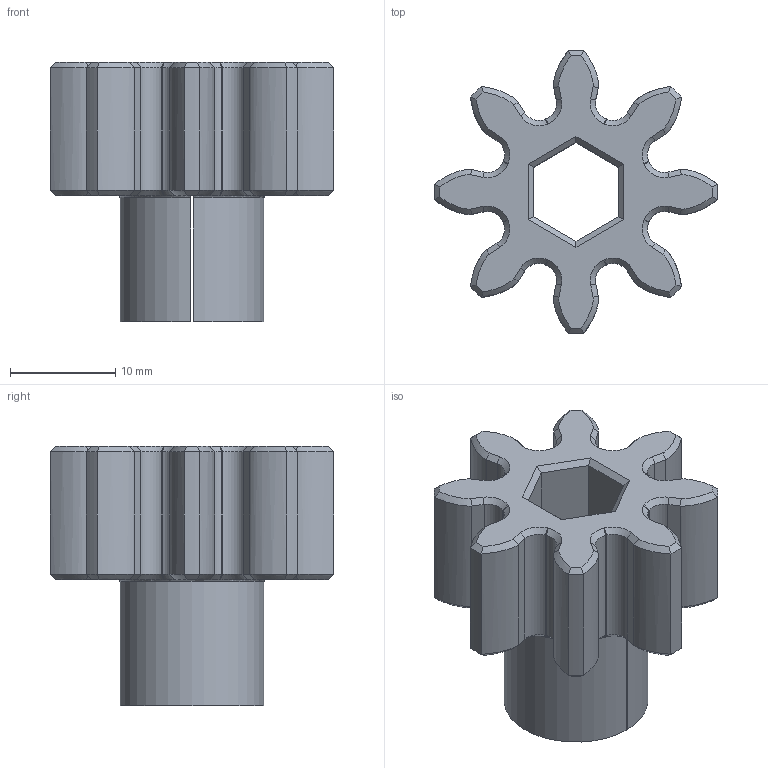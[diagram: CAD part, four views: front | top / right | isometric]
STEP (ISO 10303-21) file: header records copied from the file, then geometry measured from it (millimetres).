
FILE_DESCRIPTION(/* description */ (''),/* implementation_level */ '2;1');
FILE_NAME(/* name */ 'gear small.step',/* time_stamp */ '2025-05-31T10:47:43+12:00',/* author */ (''),/* organization */ (''),/* preprocessor_version */ 'ST-DEVELOPER v20.1',/* originating_system */ 'Autodesk Translation Framework v14.4.0.0',/* authorisation */ '');
FILE_SCHEMA (('AUTOMOTIVE_DESIGN { 1 0 10303 214 3 1 1 }'));
Length unit declared in the file: millimetre
Products named in the file (2): desk gears; Spur Gear (8 teeth) (1)
Assembly tree (1 placements, depth 2):
  desk gears
    Spur Gear (8 teeth) (1)
Bounding box: 27 x 27 x 24.7 mm (x, y, z)
Volume: 4778 mm3; surface area: 3475.9 mm2
Topology: 1 solids, 1 shells, 237 faces, 564 edges, 328 vertices
Faces by surface type: plane 89, cone 64, bspline 48, cylinder 34, torus 2
Entity records: 22869 total; most frequent: CARTESIAN_POINT 17688, ORIENTED_EDGE 1128, DIRECTION 974, EDGE_CURVE 564, AXIS2_PLACEMENT_3D 334, VERTEX_POINT 328, LINE 306, VECTOR 306
